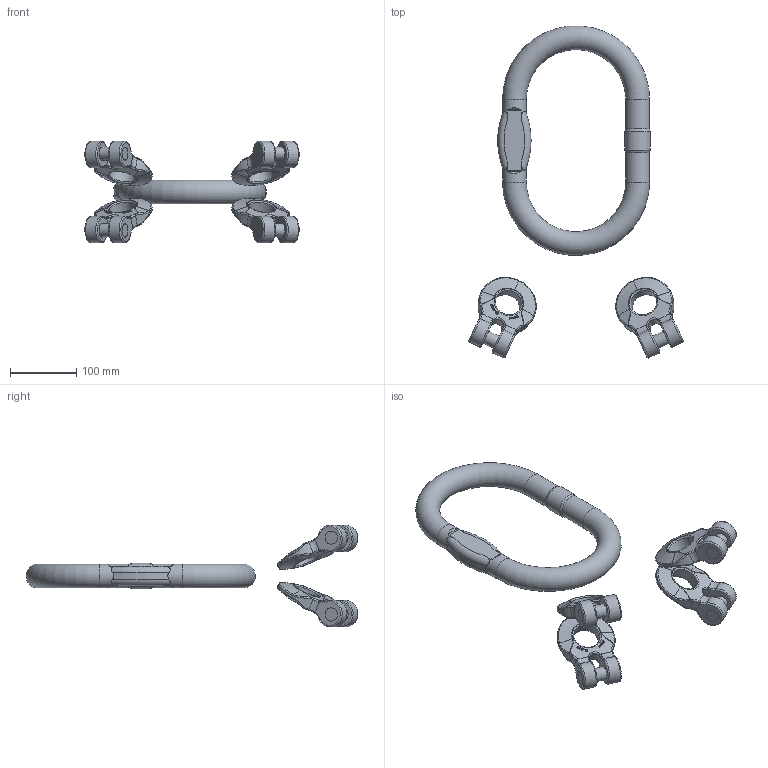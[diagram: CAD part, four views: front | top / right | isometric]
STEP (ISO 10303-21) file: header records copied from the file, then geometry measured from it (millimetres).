
FILE_DESCRIPTION(/* description */ (''),/* implementation_level */ '2;1');
FILE_NAME(/* name */ 'pewag_KMGW_4-16',/* time_stamp */ '2010-03-02T11:17:01+01:00',/* author */ (''),/* organization */ (''),/* preprocessor_version */ 'ST-DEVELOPER v9',/* originating_system */ 'UGS - NX 4.0',/* authorisation */ '');
FILE_SCHEMA (('AUTOMOTIVE_DESIGN { 1 0 10303 214 1 1 1 1 }'));
Length unit declared in the file: millimetre
Products named in the file (1): rit707Bn531
Bounding box: 323.76 x 501.29 x 153.46 mm (x, y, z)
Volume: 1404922.1 mm3; surface area: 215464.2 mm2
Topology: 9 solids, 9 shells, 1089 faces, 2833 edges, 1808 vertices
Faces by surface type: extrusion 388, plane 386, bspline 128, torus 102, cylinder 67, sphere 16, cone 2
Full cylindrical faces by diameter (mm): 20 x12, 36 x4, 38.7 x1, 40 x4
Entity records: 40691 total; most frequent: CARTESIAN_POINT 17014, ORIENTED_EDGE 5544, DIRECTION 3396, EDGE_CURVE 2772, VERTEX_POINT 1796, B_SPLINE_CURVE_WITH_KNOTS 1716, VECTOR 1416, EDGE_LOOP 1210
